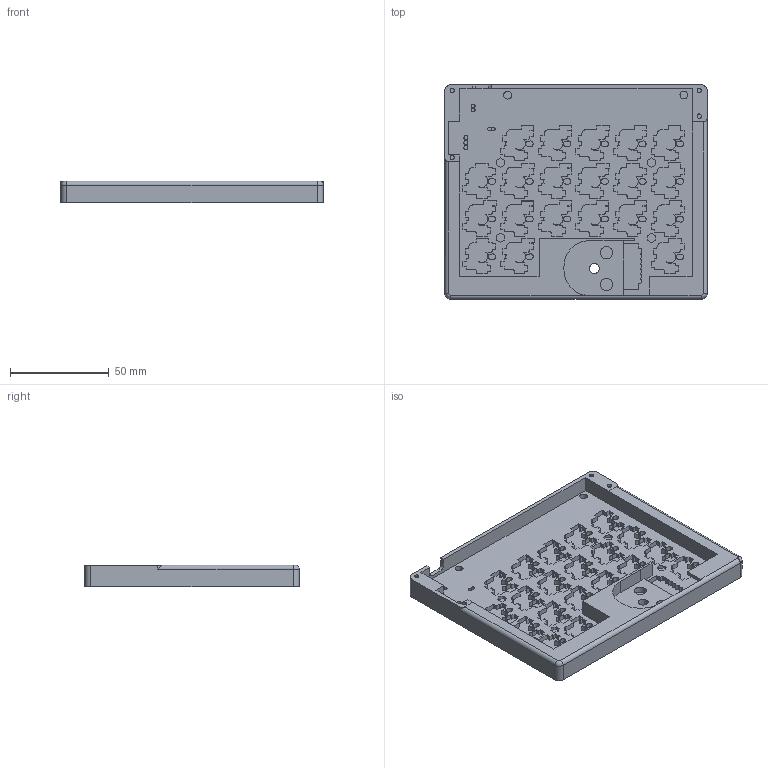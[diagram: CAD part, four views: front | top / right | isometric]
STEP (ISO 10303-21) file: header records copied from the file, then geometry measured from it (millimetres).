
FILE_DESCRIPTION(('HOOPS Exchange Step'),'2;1');
FILE_NAME('temp_export','2025-06-07T22:39:48+09:00',('chuns'),('Shapr3D Limited'),'HOOPS Exchange 2024.8','Shapr3D','Authorized');
FILE_SCHEMA( ('AP242_MANAGED_MODEL_BASED_3D_ENGINEERING_MIM_LF {1 0 10303 442 1 1 4}') );
Length unit declared in the file: millimetre
Products named in the file (3): bottomplate; right; root
Assembly tree (2 placements, depth 3):
  root
    right
      bottomplate
Bounding box: 132.73 x 108.5 x 11 mm (x, y, z)
Volume: 56065.5 mm3; surface area: 43906.8 mm2
Topology: 1 solids, 1 shells, 1152 faces, 3273 edges, 2181 vertices
Faces by surface type: plane 850, cylinder 249, bspline 51, torus 2
Full cylindrical faces by diameter (mm): 1.9 x2, 2.2 x4, 4 x2, 5 x1, 6.2 x2
Entity records: 38487 total; most frequent: CARTESIAN_POINT 8253, ORIENTED_EDGE 6546, DIRECTION 5886, EDGE_CURVE 3273, VECTOR 2668, LINE 2668, VERTEX_POINT 2181, AXIS2_PLACEMENT_3D 1609
